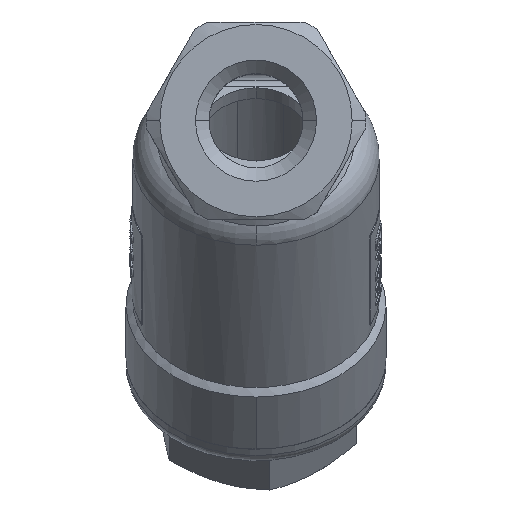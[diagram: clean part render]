
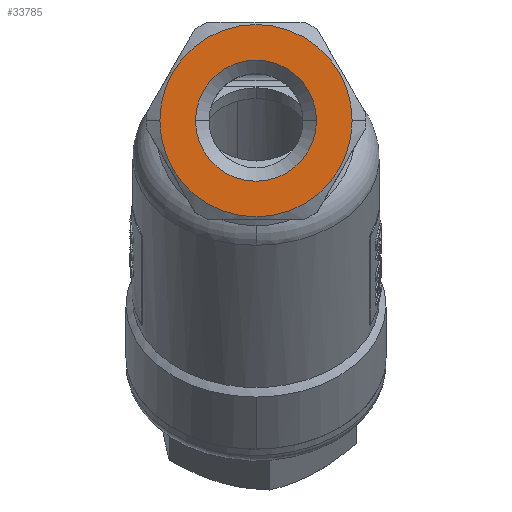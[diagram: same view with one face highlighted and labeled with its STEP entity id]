
A CAD part, top view. The second image highlights one B-rep face of the part: STEP entity #33785.
In plain terms, the highlighted planar face has unit normal (0, 0, 1).
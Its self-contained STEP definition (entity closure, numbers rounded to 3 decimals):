
#758 = CARTESIAN_POINT ( 'NONE',  ( 0., 0., 32. ) ) ;
#769 = DIRECTION ( 'NONE',  ( 0., 0., 1. ) ) ;
#771 = DIRECTION ( 'NONE',  ( 1., 0., 0. ) ) ;
#922 = CARTESIAN_POINT ( 'NONE',  ( 0., 0., 32. ) ) ;
#952 = DIRECTION ( 'NONE',  ( 0., 0., -1. ) ) ;
#961 = DIRECTION ( 'NONE',  ( 1., 0., 0. ) ) ;
#9949 = DIRECTION ( 'NONE',  ( 1., 0., 0. ) ) ;
#9978 = CARTESIAN_POINT ( 'NONE',  ( 0., 0., 32. ) ) ;
#9988 = DIRECTION ( 'NONE',  ( 0., 0., 1. ) ) ;
#10325 = CARTESIAN_POINT ( 'NONE',  ( 0., 0., 32. ) ) ;
#10358 = DIRECTION ( 'NONE',  ( 1., 0., 0. ) ) ;
#10371 = DIRECTION ( 'NONE',  ( 0., 0., -1. ) ) ;
#16889 = CARTESIAN_POINT ( 'NONE',  ( -6.75, 0., 32. ) ) ;
#16903 = CARTESIAN_POINT ( 'NONE',  ( 10.722, 0., 32. ) ) ;
#16928 = CARTESIAN_POINT ( 'NONE',  ( -10.722, 0., 32. ) ) ;
#16964 = CARTESIAN_POINT ( 'NONE',  ( 6.75, 0., 32. ) ) ;
#20112 = FACE_BOUND ( 'NONE', #30447, .T. ) ;
#20115 = FACE_OUTER_BOUND ( 'NONE', #30415, .T. ) ;
#23531 = AXIS2_PLACEMENT_3D ( 'NONE', #26931, #26953, #26963 ) ;
#26931 = CARTESIAN_POINT ( 'NONE',  ( 0., 0., 32. ) ) ;
#26953 = DIRECTION ( 'NONE',  ( 0., 0., 1. ) ) ;
#26956 = PLANE ( 'NONE',  #23531 ) ;
#26963 = DIRECTION ( 'NONE',  ( -1., 0., 0. ) ) ;
#29780 = EDGE_CURVE ( 'NONE', #34521, #34478, #34820, .T. ) ;
#29807 = EDGE_CURVE ( 'NONE', #34480, #34568, #34849, .T. ) ;
#30415 = EDGE_LOOP ( 'NONE', ( #30761, #30757 ) ) ;
#30447 = EDGE_LOOP ( 'NONE', ( #30782, #30793 ) ) ;
#30757 = ORIENTED_EDGE ( 'NONE', *, *, #32080, .T. ) ;
#30761 = ORIENTED_EDGE ( 'NONE', *, *, #29780, .T. ) ;
#30782 = ORIENTED_EDGE ( 'NONE', *, *, #32125, .T. ) ;
#30793 = ORIENTED_EDGE ( 'NONE', *, *, #29807, .T. ) ;
#32080 = EDGE_CURVE ( 'NONE', #34478, #34521, #35375, .T. ) ;
#32125 = EDGE_CURVE ( 'NONE', #34568, #34480, #35369, .T. ) ;
#33785 = ADVANCED_FACE ( 'NONE', ( #20115, #20112 ), #26956, .T. ) ;
#34185 = AXIS2_PLACEMENT_3D ( 'NONE', #922, #952, #961 ) ;
#34212 = AXIS2_PLACEMENT_3D ( 'NONE', #758, #769, #771 ) ;
#34272 = AXIS2_PLACEMENT_3D ( 'NONE', #10325, #10371, #10358 ) ;
#34296 = AXIS2_PLACEMENT_3D ( 'NONE', #9978, #9988, #9949 ) ;
#34478 = VERTEX_POINT ( 'NONE', #16928 ) ;
#34480 = VERTEX_POINT ( 'NONE', #16889 ) ;
#34521 = VERTEX_POINT ( 'NONE', #16903 ) ;
#34568 = VERTEX_POINT ( 'NONE', #16964 ) ;
#34820 = CIRCLE ( 'NONE', #34212, 10.722 ) ;
#34849 = CIRCLE ( 'NONE', #34185, 6.75 ) ;
#35369 = CIRCLE ( 'NONE', #34272, 6.75 ) ;
#35375 = CIRCLE ( 'NONE', #34296, 10.722 ) ;
